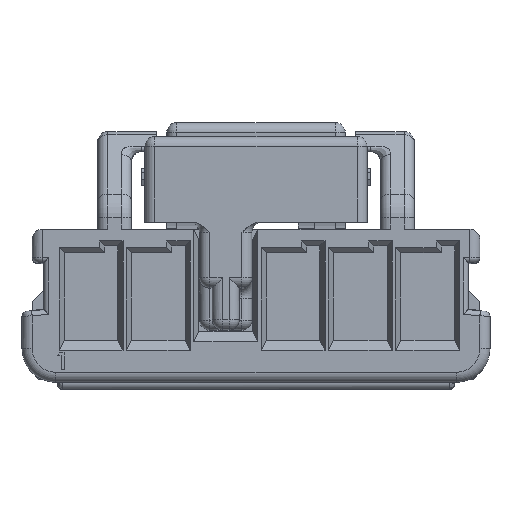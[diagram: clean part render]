
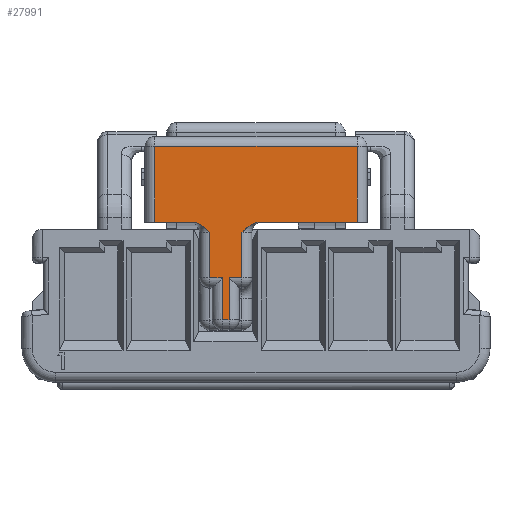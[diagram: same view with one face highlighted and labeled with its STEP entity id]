
A CAD part, top view. The second image highlights one B-rep face of the part: STEP entity #27991.
In plain terms, the highlighted planar face has unit normal (0, 0, 1).
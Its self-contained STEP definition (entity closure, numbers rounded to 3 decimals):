
#920 = ORIENTED_EDGE ( 'NONE', *, *, #30028, .T. ) ;
#951 = CARTESIAN_POINT ( 'NONE',  ( -1., -2.7, 7.6 ) ) ;
#1819 = VERTEX_POINT ( 'NONE', #19315 ) ;
#1857 = CARTESIAN_POINT ( 'NONE',  ( -1.9, 0.2, 7.6 ) ) ;
#2014 = CARTESIAN_POINT ( 'NONE',  ( -1.38, 0.2, 7.6 ) ) ;
#2344 = CARTESIAN_POINT ( 'NONE',  ( -0.8, -1.45, 7.6 ) ) ;
#2418 = CARTESIAN_POINT ( 'NONE',  ( -1.38, -0.1, 7.6 ) ) ;
#2511 = ORIENTED_EDGE ( 'NONE', *, *, #11610, .T. ) ;
#2627 = ORIENTED_EDGE ( 'NONE', *, *, #3921, .T. ) ;
#3253 = CARTESIAN_POINT ( 'NONE',  ( -0.42, 0.2, 7.6 ) ) ;
#3331 = DIRECTION ( 'NONE',  ( 0., -1., 0. ) ) ;
#3502 = FACE_OUTER_BOUND ( 'NONE', #16669, .T. ) ;
#3571 = VERTEX_POINT ( 'NONE', #11701 ) ;
#3921 = EDGE_CURVE ( 'NONE', #24812, #25611, #13161, .T. ) ;
#4212 = ORIENTED_EDGE ( 'NONE', *, *, #7997, .T. ) ;
#4417 = CARTESIAN_POINT ( 'NONE',  ( -3., 0.2, 7.6 ) ) ;
#4805 = CARTESIAN_POINT ( 'NONE',  ( -0.12, -1.45, 7.6 ) ) ;
#4906 = DIRECTION ( 'NONE',  ( 0., -1., 0. ) ) ;
#4949 = CARTESIAN_POINT ( 'NONE',  ( -1.697, 0.16, 7.6 ) ) ;
#5600 = VERTEX_POINT ( 'NONE', #12499 ) ;
#6086 = ORIENTED_EDGE ( 'NONE', *, *, #30710, .T. ) ;
#6497 = DIRECTION ( 'NONE',  ( -1., 0., 0. ) ) ;
#6868 = ORIENTED_EDGE ( 'NONE', *, *, #31035, .T. ) ;
#7500 = CARTESIAN_POINT ( 'NONE',  ( -1.9, 0.2, 7.6 ) ) ;
#7528 = ORIENTED_EDGE ( 'NONE', *, *, #13904, .T. ) ;
#7734 = VERTEX_POINT ( 'NONE', #31231 ) ;
#7796 = VECTOR ( 'NONE', #9016, 1000. ) ;
#7997 = EDGE_CURVE ( 'NONE', #14968, #14308, #22901, .T. ) ;
#8019 = VECTOR ( 'NONE', #15397, 1000. ) ;
#8256 = EDGE_CURVE ( 'NONE', #32715, #26459, #29834, .T. ) ;
#8325 = CARTESIAN_POINT ( 'NONE',  ( -3.3, 0.2, 7.6 ) ) ;
#8403 = LINE ( 'NONE', #18795, #27632 ) ;
#8470 = EDGE_CURVE ( 'NONE', #1819, #10187, #32314, .T. ) ;
#8744 = PLANE ( 'NONE',  #10750 ) ;
#8982 = CARTESIAN_POINT ( 'NONE',  ( -0.274, 0.046, 7.6 ) ) ;
#9001 = ORIENTED_EDGE ( 'NONE', *, *, #14512, .F. ) ;
#9016 = DIRECTION ( 'NONE',  ( 1., 0., 0. ) ) ;
#9098 = CARTESIAN_POINT ( 'NONE',  ( -0.12, 0.2, 7.6 ) ) ;
#9538 = LINE ( 'NONE', #4417, #31031 ) ;
#10122 = DIRECTION ( 'NONE',  ( 0., 1., 0. ) ) ;
#10187 = VERTEX_POINT ( 'NONE', #22994 ) ;
#10276 = LINE ( 'NONE', #10787, #8019 ) ;
#10750 = AXIS2_PLACEMENT_3D ( 'NONE', #9098, #32900, #25096 ) ;
#10787 = CARTESIAN_POINT ( 'NONE',  ( 3., 0.2, 7.6 ) ) ;
#11221 = ORIENTED_EDGE ( 'NONE', *, *, #32352, .T. ) ;
#11610 = EDGE_CURVE ( 'NONE', #7734, #24812, #15094, .T. ) ;
#11701 = CARTESIAN_POINT ( 'NONE',  ( -0.42, -0.1, 7.6 ) ) ;
#12499 = CARTESIAN_POINT ( 'NONE',  ( -0.8, -2.7, 7.6 ) ) ;
#13161 = LINE ( 'NONE', #4805, #29215 ) ;
#13904 = EDGE_CURVE ( 'NONE', #31851, #5600, #19579, .T. ) ;
#14156 = EDGE_CURVE ( 'NONE', #3571, #1819, #19306, .T. ) ;
#14241 = ORIENTED_EDGE ( 'NONE', *, *, #14156, .T. ) ;
#14260 = CARTESIAN_POINT ( 'NONE',  ( -0.347, -0.027, 7.6 ) ) ;
#14308 = VERTEX_POINT ( 'NONE', #22937 ) ;
#14512 = EDGE_CURVE ( 'NONE', #32715, #10187, #10276, .T. ) ;
#14968 = VERTEX_POINT ( 'NONE', #2344 ) ;
#15094 = LINE ( 'NONE', #2014, #21428 ) ;
#15351 = CARTESIAN_POINT ( 'NONE',  ( -1.526, 0.046, 7.6 ) ) ;
#15397 = DIRECTION ( 'NONE',  ( 0., -1., 0. ) ) ;
#15575 = ORIENTED_EDGE ( 'NONE', *, *, #8256, .T. ) ;
#15623 = VERTEX_POINT ( 'NONE', #25827 ) ;
#16669 = EDGE_LOOP ( 'NONE', ( #920, #14241, #32127, #9001, #15575, #6868, #11221, #6086, #2511, #2627, #24631, #7528, #21624, #4212 ) ) ;
#16861 = CARTESIAN_POINT ( 'NONE',  ( -0.12, -2.7, 7.6 ) ) ;
#17439 = CARTESIAN_POINT ( 'NONE',  ( 3., 2.45, 7.6 ) ) ;
#17790 = DIRECTION ( 'NONE',  ( 1., 0., 0. ) ) ;
#17905 = CARTESIAN_POINT ( 'NONE',  ( -1.796, 0.2, 7.6 ) ) ;
#18145 = CARTESIAN_POINT ( 'NONE',  ( -3.3, 0.2, 7.6 ) ) ;
#18302 = CARTESIAN_POINT ( 'NONE',  ( -0.8, -1.75, 7.6 ) ) ;
#18457 = EDGE_CURVE ( 'NONE', #5600, #14968, #25937, .T. ) ;
#18567 = DIRECTION ( 'NONE',  ( 0., 1., 0. ) ) ;
#18795 = CARTESIAN_POINT ( 'NONE',  ( -1., 0.2, 7.6 ) ) ;
#19306 = B_SPLINE_CURVE_WITH_KNOTS ( 'NONE', 3,
 ( #32455, #14260, #8982, #26835, #29402, #27006 ),
 .UNSPECIFIED., .F., .F.,
 ( 4, 2, 4 ),
 ( 0., 0., 0.001 ),
 .UNSPECIFIED. ) ;
#19315 = CARTESIAN_POINT ( 'NONE',  ( 0.1, 0.2, 7.6 ) ) ;
#19579 = LINE ( 'NONE', #16861, #29733 ) ;
#20225 = B_SPLINE_CURVE_WITH_KNOTS ( 'NONE', 3,
 ( #7500, #17905, #4949, #15351, #25723, #2418 ),
 .UNSPECIFIED., .F., .F.,
 ( 4, 2, 4 ),
 ( 0., 0., 0.001 ),
 .UNSPECIFIED. ) ;
#20645 = DIRECTION ( 'NONE',  ( 1., 0., 0. ) ) ;
#21428 = VECTOR ( 'NONE', #25474, 1000. ) ;
#21624 = ORIENTED_EDGE ( 'NONE', *, *, #18457, .T. ) ;
#22736 = VERTEX_POINT ( 'NONE', #1857 ) ;
#22901 = LINE ( 'NONE', #27827, #28904 ) ;
#22937 = CARTESIAN_POINT ( 'NONE',  ( -0.42, -1.45, 7.6 ) ) ;
#22994 = CARTESIAN_POINT ( 'NONE',  ( 3., 0.2, 7.6 ) ) ;
#23027 = VECTOR ( 'NONE', #6497, 1000. ) ;
#23441 = CARTESIAN_POINT ( 'NONE',  ( -1., -1.45, 7.6 ) ) ;
#24631 = ORIENTED_EDGE ( 'NONE', *, *, #28856, .T. ) ;
#24812 = VERTEX_POINT ( 'NONE', #28638 ) ;
#25096 = DIRECTION ( 'NONE',  ( 0., 1., 0. ) ) ;
#25306 = VECTOR ( 'NONE', #10122, 1000. ) ;
#25341 = CARTESIAN_POINT ( 'NONE',  ( -3., 2.45, 7.6 ) ) ;
#25474 = DIRECTION ( 'NONE',  ( 0., -1., 0. ) ) ;
#25611 = VERTEX_POINT ( 'NONE', #23441 ) ;
#25723 = CARTESIAN_POINT ( 'NONE',  ( -1.452, -0.028, 7.6 ) ) ;
#25827 = CARTESIAN_POINT ( 'NONE',  ( -3., 0.2, 7.6 ) ) ;
#25937 = LINE ( 'NONE', #18302, #25306 ) ;
#26459 = VERTEX_POINT ( 'NONE', #25341 ) ;
#26532 = LINE ( 'NONE', #3253, #30460 ) ;
#26835 = CARTESIAN_POINT ( 'NONE',  ( -0.103, 0.16, 7.6 ) ) ;
#26874 = DIRECTION ( 'NONE',  ( 1., 0., 0. ) ) ;
#27006 = CARTESIAN_POINT ( 'NONE',  ( 0.1, 0.2, 7.6 ) ) ;
#27632 = VECTOR ( 'NONE', #3331, 1000. ) ;
#27827 = CARTESIAN_POINT ( 'NONE',  ( -0.12, -1.45, 7.6 ) ) ;
#27857 = DIRECTION ( 'NONE',  ( 1., 0., 0. ) ) ;
#27991 = ADVANCED_FACE ( 'NONE', ( #3502 ), #8744, .F. ) ;
#28638 = CARTESIAN_POINT ( 'NONE',  ( -1.38, -1.45, 7.6 ) ) ;
#28856 = EDGE_CURVE ( 'NONE', #25611, #31851, #8403, .T. ) ;
#28904 = VECTOR ( 'NONE', #17790, 1000. ) ;
#29215 = VECTOR ( 'NONE', #20645, 1000. ) ;
#29402 = CARTESIAN_POINT ( 'NONE',  ( -0.004, 0.2, 7.6 ) ) ;
#29733 = VECTOR ( 'NONE', #26874, 1000. ) ;
#29834 = LINE ( 'NONE', #31683, #23027 ) ;
#30028 = EDGE_CURVE ( 'NONE', #14308, #3571, #26532, .T. ) ;
#30460 = VECTOR ( 'NONE', #18567, 1000. ) ;
#30710 = EDGE_CURVE ( 'NONE', #22736, #7734, #20225, .T. ) ;
#31031 = VECTOR ( 'NONE', #4906, 1000. ) ;
#31035 = EDGE_CURVE ( 'NONE', #26459, #15623, #9538, .T. ) ;
#31231 = CARTESIAN_POINT ( 'NONE',  ( -1.38, -0.1, 7.6 ) ) ;
#31683 = CARTESIAN_POINT ( 'NONE',  ( -3.3, 2.45, 7.6 ) ) ;
#31851 = VERTEX_POINT ( 'NONE', #951 ) ;
#32127 = ORIENTED_EDGE ( 'NONE', *, *, #8470, .T. ) ;
#32314 = LINE ( 'NONE', #8325, #7796 ) ;
#32352 = EDGE_CURVE ( 'NONE', #15623, #22736, #33461, .T. ) ;
#32455 = CARTESIAN_POINT ( 'NONE',  ( -0.42, -0.1, 7.6 ) ) ;
#32715 = VERTEX_POINT ( 'NONE', #17439 ) ;
#32900 = DIRECTION ( 'NONE',  ( 0., 0., -1. ) ) ;
#33355 = VECTOR ( 'NONE', #27857, 1000. ) ;
#33461 = LINE ( 'NONE', #18145, #33355 ) ;
